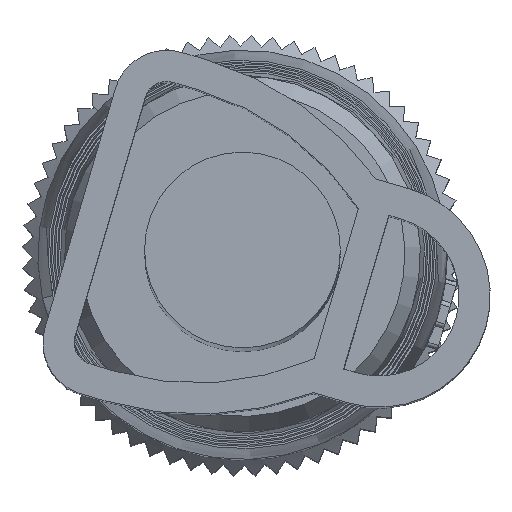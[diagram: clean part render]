
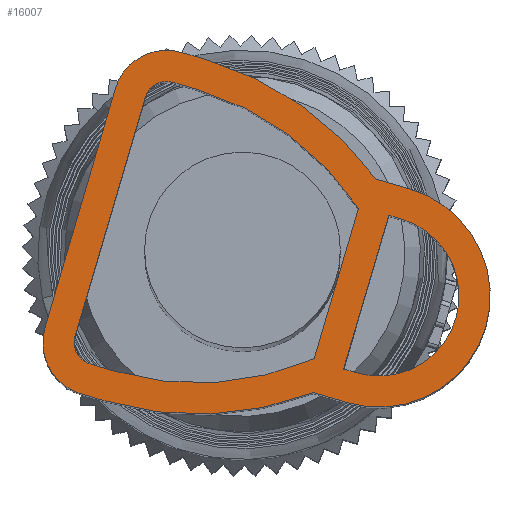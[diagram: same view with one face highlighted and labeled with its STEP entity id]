
A CAD part, top view. The second image highlights one B-rep face of the part: STEP entity #16007.
In plain terms, the highlighted planar face has unit normal (0, 0, 1).
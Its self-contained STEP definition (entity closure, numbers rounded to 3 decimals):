
#15741=AXIS2_PLACEMENT_3D('Circle Axis2P3D',#15739,#15740,$) ;
#15789=AXIS2_PLACEMENT_3D('Circle Axis2P3D',#15787,#15788,$) ;
#15837=AXIS2_PLACEMENT_3D('Circle Axis2P3D',#15835,#15836,$) ;
#15874=AXIS2_PLACEMENT_3D('Plane Axis2P3D',#15871,#15872,#15873) ;
#15878=AXIS2_PLACEMENT_3D('Circle Axis2P3D',#15876,#15877,$) ;
#15892=AXIS2_PLACEMENT_3D('Circle Axis2P3D',#15890,#15891,$) ;
#15909=AXIS2_PLACEMENT_3D('Circle Axis2P3D',#15907,#15908,$) ;
#15952=AXIS2_PLACEMENT_3D('Circle Axis2P3D',#15950,#15951,$) ;
#15966=AXIS2_PLACEMENT_3D('Circle Axis2P3D',#15964,#15965,$) ;
#15980=AXIS2_PLACEMENT_3D('Circle Axis2P3D',#15978,#15979,$) ;
#15994=AXIS2_PLACEMENT_3D('Circle Axis2P3D',#15992,#15993,$) ;
#15705=CARTESIAN_POINT('Vertex',(6.552,1.802,51.4)) ;
#15712=CARTESIAN_POINT('Vertex',(7.319,1.576,51.4)) ;
#15715=CARTESIAN_POINT('Line Origine',(6.935,1.689,51.4)) ;
#15736=CARTESIAN_POINT('Vertex',(1.889,1.61,51.4)) ;
#15739=CARTESIAN_POINT('Axis2P3D Location',(3.937,8.573,51.4)) ;
#15760=CARTESIAN_POINT('Vertex',(1.332,1.774,51.4)) ;
#15763=CARTESIAN_POINT('Line Origine',(1.61,1.692,51.4)) ;
#15784=CARTESIAN_POINT('Vertex',(0.519,3.264,51.4)) ;
#15787=CARTESIAN_POINT('Axis2P3D Location',(1.67,2.925,51.4)) ;
#15808=CARTESIAN_POINT('Vertex',(2.099,8.636,51.4)) ;
#15811=CARTESIAN_POINT('Line Origine',(1.309,5.95,51.4)) ;
#15832=CARTESIAN_POINT('Vertex',(3.589,9.449,51.4)) ;
#15835=CARTESIAN_POINT('Axis2P3D Location',(3.25,8.298,51.4)) ;
#15852=CARTESIAN_POINT('Line Origine',(3.868,9.367,51.4)) ;
#15856=CARTESIAN_POINT('Vertex',(4.147,9.285,51.4)) ;
#15871=CARTESIAN_POINT('Axis2P3D Location',(7.737,4.059,51.4)) ;
#15876=CARTESIAN_POINT('Axis2P3D Location',(8.025,3.975,51.4)) ;
#15880=CARTESIAN_POINT('Vertex',(8.73,6.373,51.4)) ;
#15883=CARTESIAN_POINT('Line Origine',(8.346,6.486,51.4)) ;
#15887=CARTESIAN_POINT('Vertex',(7.962,6.599,51.4)) ;
#15890=CARTESIAN_POINT('Axis2P3D Location',(2.099,2.322,51.4)) ;
#15907=CARTESIAN_POINT('Axis2P3D Location',(8.025,3.975,51.4)) ;
#15911=CARTESIAN_POINT('Vertex',(7.517,2.248,51.4)) ;
#15913=CARTESIAN_POINT('Vertex',(8.533,5.702,51.4)) ;
#15916=CARTESIAN_POINT('Line Origine',(7.373,2.29,51.4)) ;
#15920=CARTESIAN_POINT('Vertex',(7.229,2.333,51.4)) ;
#15923=CARTESIAN_POINT('Line Origine',(7.737,4.059,51.4)) ;
#15927=CARTESIAN_POINT('Vertex',(8.245,5.786,51.4)) ;
#15930=CARTESIAN_POINT('Line Origine',(8.389,5.744,51.4)) ;
#15941=CARTESIAN_POINT('Line Origine',(7.065,4.257,51.4)) ;
#15945=CARTESIAN_POINT('Vertex',(7.563,5.948,51.4)) ;
#15947=CARTESIAN_POINT('Vertex',(6.568,2.566,51.4)) ;
#15950=CARTESIAN_POINT('Axis2P3D Location',(3.937,8.573,51.4)) ;
#15954=CARTESIAN_POINT('Vertex',(2.087,2.282,51.4)) ;
#15957=CARTESIAN_POINT('Line Origine',(1.808,2.364,51.4)) ;
#15961=CARTESIAN_POINT('Vertex',(1.529,2.446,51.4)) ;
#15964=CARTESIAN_POINT('Axis2P3D Location',(1.67,2.925,51.4)) ;
#15968=CARTESIAN_POINT('Vertex',(1.191,3.066,51.4)) ;
#15971=CARTESIAN_POINT('Line Origine',(1.981,5.752,51.4)) ;
#15975=CARTESIAN_POINT('Vertex',(2.771,8.439,51.4)) ;
#15978=CARTESIAN_POINT('Axis2P3D Location',(3.25,8.298,51.4)) ;
#15982=CARTESIAN_POINT('Vertex',(3.392,8.777,51.4)) ;
#15985=CARTESIAN_POINT('Line Origine',(3.67,8.695,51.4)) ;
#15989=CARTESIAN_POINT('Vertex',(3.949,8.613,51.4)) ;
#15992=CARTESIAN_POINT('Axis2P3D Location',(2.099,2.322,51.4)) ;
#15716=DIRECTION('Vector Direction',(0.959,-0.282,0.)) ;
#15740=DIRECTION('Axis2P3D Direction',(0.,0.,1.)) ;
#15764=DIRECTION('Vector Direction',(0.959,-0.282,0.)) ;
#15788=DIRECTION('Axis2P3D Direction',(0.,0.,1.)) ;
#15812=DIRECTION('Vector Direction',(-0.282,-0.959,0.)) ;
#15836=DIRECTION('Axis2P3D Direction',(0.,0.,1.)) ;
#15853=DIRECTION('Vector Direction',(0.959,-0.282,0.)) ;
#15872=DIRECTION('Axis2P3D Direction',(0.,0.,1.)) ;
#15873=DIRECTION('Axis2P3D XDirection',(-0.282,-0.959,0.)) ;
#15877=DIRECTION('Axis2P3D Direction',(0.,0.,1.)) ;
#15884=DIRECTION('Vector Direction',(0.959,-0.282,0.)) ;
#15891=DIRECTION('Axis2P3D Direction',(0.,0.,1.)) ;
#15908=DIRECTION('Axis2P3D Direction',(0.,0.,1.)) ;
#15917=DIRECTION('Vector Direction',(0.959,-0.282,0.)) ;
#15924=DIRECTION('Vector Direction',(0.282,0.959,0.)) ;
#15931=DIRECTION('Vector Direction',(-0.959,0.282,0.)) ;
#15942=DIRECTION('Vector Direction',(-0.282,-0.959,0.)) ;
#15951=DIRECTION('Axis2P3D Direction',(0.,0.,1.)) ;
#15958=DIRECTION('Vector Direction',(0.959,-0.282,0.)) ;
#15965=DIRECTION('Axis2P3D Direction',(0.,0.,1.)) ;
#15972=DIRECTION('Vector Direction',(-0.282,-0.959,0.)) ;
#15979=DIRECTION('Axis2P3D Direction',(0.,0.,1.)) ;
#15986=DIRECTION('Vector Direction',(0.959,-0.282,0.)) ;
#15993=DIRECTION('Axis2P3D Direction',(0.,0.,1.)) ;
#15717=VECTOR('Line Direction',#15716,1.) ;
#15765=VECTOR('Line Direction',#15764,1.) ;
#15813=VECTOR('Line Direction',#15812,1.) ;
#15854=VECTOR('Line Direction',#15853,1.) ;
#15885=VECTOR('Line Direction',#15884,1.) ;
#15918=VECTOR('Line Direction',#15917,1.) ;
#15925=VECTOR('Line Direction',#15924,1.) ;
#15932=VECTOR('Line Direction',#15931,1.) ;
#15943=VECTOR('Line Direction',#15942,1.) ;
#15959=VECTOR('Line Direction',#15958,1.) ;
#15973=VECTOR('Line Direction',#15972,1.) ;
#15987=VECTOR('Line Direction',#15986,1.) ;
#15896=ORIENTED_EDGE('',*,*,#15743,.T.) ;
#15897=ORIENTED_EDGE('',*,*,#15719,.T.) ;
#15898=ORIENTED_EDGE('',*,*,#15882,.T.) ;
#15899=ORIENTED_EDGE('',*,*,#15889,.F.) ;
#15900=ORIENTED_EDGE('',*,*,#15894,.T.) ;
#15901=ORIENTED_EDGE('',*,*,#15858,.F.) ;
#15902=ORIENTED_EDGE('',*,*,#15839,.T.) ;
#15903=ORIENTED_EDGE('',*,*,#15815,.T.) ;
#15904=ORIENTED_EDGE('',*,*,#15791,.T.) ;
#15905=ORIENTED_EDGE('',*,*,#15767,.T.) ;
#15936=ORIENTED_EDGE('',*,*,#15915,.F.) ;
#15937=ORIENTED_EDGE('',*,*,#15922,.F.) ;
#15938=ORIENTED_EDGE('',*,*,#15929,.T.) ;
#15939=ORIENTED_EDGE('',*,*,#15934,.F.) ;
#15998=ORIENTED_EDGE('',*,*,#15949,.T.) ;
#15999=ORIENTED_EDGE('',*,*,#15956,.F.) ;
#16000=ORIENTED_EDGE('',*,*,#15963,.F.) ;
#16001=ORIENTED_EDGE('',*,*,#15970,.F.) ;
#16002=ORIENTED_EDGE('',*,*,#15977,.F.) ;
#16003=ORIENTED_EDGE('',*,*,#15984,.F.) ;
#16004=ORIENTED_EDGE('',*,*,#15991,.T.) ;
#16005=ORIENTED_EDGE('',*,*,#15996,.F.) ;
#15940=FACE_BOUND('',#15935,.T.) ;
#16006=FACE_BOUND('',#15997,.T.) ;
#16007=ADVANCED_FACE('Hauptkoerper',(#15906,#15940,#16006),#15875,.T.) ;
#15742=CIRCLE('generated circle',#15741,7.258) ;
#15790=CIRCLE('generated circle',#15789,1.2) ;
#15838=CIRCLE('generated circle',#15837,1.2) ;
#15879=CIRCLE('generated circle',#15878,2.5) ;
#15893=CIRCLE('generated circle',#15892,7.258) ;
#15910=CIRCLE('generated circle',#15909,1.8) ;
#15953=CIRCLE('generated circle',#15952,6.558) ;
#15967=CIRCLE('generated circle',#15966,0.5) ;
#15981=CIRCLE('generated circle',#15980,0.5) ;
#15995=CIRCLE('generated circle',#15994,6.558) ;
#15719=EDGE_CURVE('',#15706,#15713,#15718,.T.) ;
#15743=EDGE_CURVE('',#15737,#15706,#15742,.T.) ;
#15767=EDGE_CURVE('',#15761,#15737,#15766,.T.) ;
#15791=EDGE_CURVE('',#15785,#15761,#15790,.T.) ;
#15815=EDGE_CURVE('',#15809,#15785,#15814,.T.) ;
#15839=EDGE_CURVE('',#15833,#15809,#15838,.T.) ;
#15858=EDGE_CURVE('',#15833,#15857,#15855,.T.) ;
#15882=EDGE_CURVE('',#15713,#15881,#15879,.T.) ;
#15889=EDGE_CURVE('',#15888,#15881,#15886,.T.) ;
#15894=EDGE_CURVE('',#15888,#15857,#15893,.T.) ;
#15915=EDGE_CURVE('',#15912,#15914,#15910,.T.) ;
#15922=EDGE_CURVE('',#15921,#15912,#15919,.T.) ;
#15929=EDGE_CURVE('',#15921,#15928,#15926,.T.) ;
#15934=EDGE_CURVE('',#15914,#15928,#15933,.T.) ;
#15949=EDGE_CURVE('',#15946,#15948,#15944,.T.) ;
#15956=EDGE_CURVE('',#15955,#15948,#15953,.T.) ;
#15963=EDGE_CURVE('',#15962,#15955,#15960,.T.) ;
#15970=EDGE_CURVE('',#15969,#15962,#15967,.T.) ;
#15977=EDGE_CURVE('',#15976,#15969,#15974,.T.) ;
#15984=EDGE_CURVE('',#15983,#15976,#15981,.T.) ;
#15991=EDGE_CURVE('',#15983,#15990,#15988,.T.) ;
#15996=EDGE_CURVE('',#15946,#15990,#15995,.T.) ;
#15895=EDGE_LOOP('',(#15896,#15897,#15898,#15899,#15900,#15901,#15902,#15903,#15904,#15905)) ;
#15935=EDGE_LOOP('',(#15936,#15937,#15938,#15939)) ;
#15997=EDGE_LOOP('',(#15998,#15999,#16000,#16001,#16002,#16003,#16004,#16005)) ;
#15906=FACE_OUTER_BOUND('',#15895,.T.) ;
#15718=LINE('Line',#15715,#15717) ;
#15766=LINE('Line',#15763,#15765) ;
#15814=LINE('Line',#15811,#15813) ;
#15855=LINE('Line',#15852,#15854) ;
#15886=LINE('Line',#15883,#15885) ;
#15919=LINE('Line',#15916,#15918) ;
#15926=LINE('Line',#15923,#15925) ;
#15933=LINE('Line',#15930,#15932) ;
#15944=LINE('Line',#15941,#15943) ;
#15960=LINE('Line',#15957,#15959) ;
#15974=LINE('Line',#15971,#15973) ;
#15988=LINE('Line',#15985,#15987) ;
#15875=PLANE('',#15874) ;
#15706=VERTEX_POINT('',#15705) ;
#15713=VERTEX_POINT('',#15712) ;
#15737=VERTEX_POINT('',#15736) ;
#15761=VERTEX_POINT('',#15760) ;
#15785=VERTEX_POINT('',#15784) ;
#15809=VERTEX_POINT('',#15808) ;
#15833=VERTEX_POINT('',#15832) ;
#15857=VERTEX_POINT('',#15856) ;
#15881=VERTEX_POINT('',#15880) ;
#15888=VERTEX_POINT('',#15887) ;
#15912=VERTEX_POINT('',#15911) ;
#15914=VERTEX_POINT('',#15913) ;
#15921=VERTEX_POINT('',#15920) ;
#15928=VERTEX_POINT('',#15927) ;
#15946=VERTEX_POINT('',#15945) ;
#15948=VERTEX_POINT('',#15947) ;
#15955=VERTEX_POINT('',#15954) ;
#15962=VERTEX_POINT('',#15961) ;
#15969=VERTEX_POINT('',#15968) ;
#15976=VERTEX_POINT('',#15975) ;
#15983=VERTEX_POINT('',#15982) ;
#15990=VERTEX_POINT('',#15989) ;
